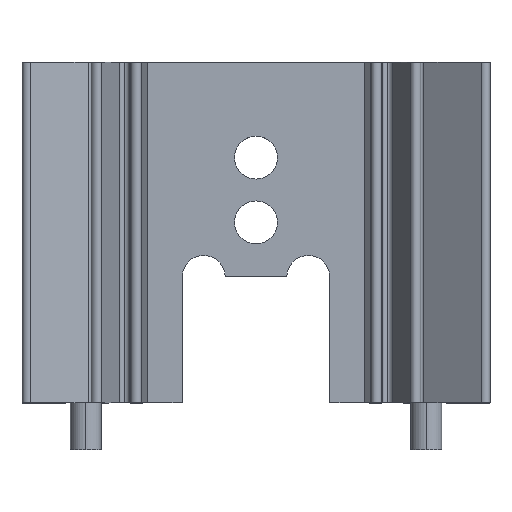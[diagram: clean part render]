
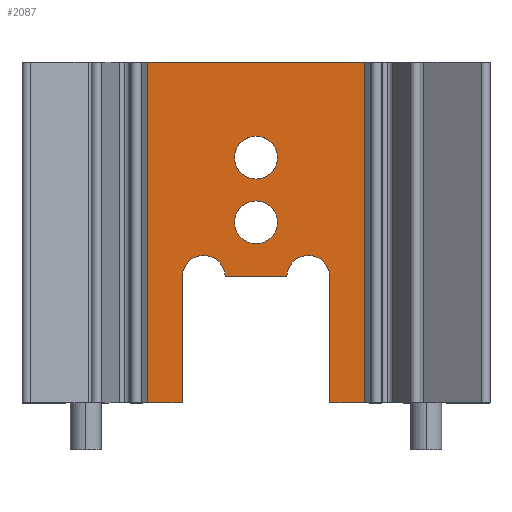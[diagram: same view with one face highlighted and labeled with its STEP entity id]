
A CAD part, top view. The second image highlights one B-rep face of the part: STEP entity #2087.
In plain terms, the highlighted planar face has unit normal (0, 0, 1).
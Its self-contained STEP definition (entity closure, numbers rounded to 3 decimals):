
#46 = CARTESIAN_POINT ( 'NONE',  ( -3.9, 9.4, 0.785 ) ) ;
#83 = VERTEX_POINT ( 'NONE', #2937 ) ;
#181 = ORIENTED_EDGE ( 'NONE', *, *, #2611, .T. ) ;
#245 = AXIS2_PLACEMENT_3D ( 'NONE', #410, #1524, #3434 ) ;
#257 = ORIENTED_EDGE ( 'NONE', *, *, #1130, .T. ) ;
#259 = EDGE_CURVE ( 'NONE', #2784, #3523, #1471, .T. ) ;
#261 = DIRECTION ( 'NONE',  ( 0., -1., 0. ) ) ;
#273 = ORIENTED_EDGE ( 'NONE', *, *, #549, .T. ) ;
#286 = EDGE_CURVE ( 'NONE', #1692, #2528, #1392, .T. ) ;
#325 = AXIS2_PLACEMENT_3D ( 'NONE', #2204, #565, #2486 ) ;
#409 = VECTOR ( 'NONE', #3005, 1000. ) ;
#410 = CARTESIAN_POINT ( 'NONE',  ( 0., 25.4, 0.785 ) ) ;
#442 = EDGE_CURVE ( 'NONE', #2784, #1013, #2864, .T. ) ;
#451 = CARTESIAN_POINT ( 'NONE',  ( 0., 18.29, 0.785 ) ) ;
#508 = CARTESIAN_POINT ( 'NONE',  ( 0., 25.4, 0.785 ) ) ;
#514 = CARTESIAN_POINT ( 'NONE',  ( -2.3, 9.4, 0.785 ) ) ;
#530 = VECTOR ( 'NONE', #261, 1000. ) ;
#549 = EDGE_CURVE ( 'NONE', #83, #1692, #1342, .T. ) ;
#565 = DIRECTION ( 'NONE',  ( 0., 0., -1. ) ) ;
#576 = EDGE_LOOP ( 'NONE', ( #257, #273, #1766, #1817, #3447, #1662, #3202, #1961, #1661, #2931 ) ) ;
#604 = ORIENTED_EDGE ( 'NONE', *, *, #717, .T. ) ;
#645 = CARTESIAN_POINT ( 'NONE',  ( -5.5, 25.4, 0.785 ) ) ;
#717 = EDGE_CURVE ( 'NONE', #935, #1842, #3584, .T. ) ;
#739 = DIRECTION ( 'NONE',  ( -1., 0., 0. ) ) ;
#762 = LINE ( 'NONE', #3570, #2714 ) ;
#854 = DIRECTION ( 'NONE',  ( 0., 0., -1. ) ) ;
#857 = DIRECTION ( 'NONE',  ( 0., 0., -1. ) ) ;
#896 = DIRECTION ( 'NONE',  ( -1., 0., 0. ) ) ;
#899 = EDGE_CURVE ( 'NONE', #3523, #3038, #1996, .T. ) ;
#917 = AXIS2_PLACEMENT_3D ( 'NONE', #451, #2375, #739 ) ;
#935 = VERTEX_POINT ( 'NONE', #3282 ) ;
#937 = VERTEX_POINT ( 'NONE', #1119 ) ;
#947 = EDGE_CURVE ( 'NONE', #2720, #1187, #3099, .T. ) ;
#1013 = VERTEX_POINT ( 'NONE', #1964 ) ;
#1016 = VERTEX_POINT ( 'NONE', #3332 ) ;
#1072 = CARTESIAN_POINT ( 'NONE',  ( 0., 0., 0.785 ) ) ;
#1119 = CARTESIAN_POINT ( 'NONE',  ( 5.5, 0., 0.785 ) ) ;
#1130 = EDGE_CURVE ( 'NONE', #1013, #83, #2581, .T. ) ;
#1172 = CIRCLE ( 'NONE', #325, 1.6 ) ;
#1187 = VERTEX_POINT ( 'NONE', #2722 ) ;
#1203 = LINE ( 'NONE', #1072, #1764 ) ;
#1204 = CARTESIAN_POINT ( 'NONE',  ( 8.1, 25.4, 0.785 ) ) ;
#1213 = VECTOR ( 'NONE', #3530, 1000. ) ;
#1250 = PLANE ( 'NONE',  #245 ) ;
#1342 = LINE ( 'NONE', #645, #1809 ) ;
#1368 = CARTESIAN_POINT ( 'NONE',  ( 0., 13.46, 0.785 ) ) ;
#1392 = CIRCLE ( 'NONE', #2518, 1.6 ) ;
#1398 = CARTESIAN_POINT ( 'NONE',  ( 3.9, 9.4, 0.785 ) ) ;
#1471 = LINE ( 'NONE', #508, #3586 ) ;
#1503 = VECTOR ( 'NONE', #3272, 1000. ) ;
#1519 = EDGE_CURVE ( 'NONE', #1842, #935, #1998, .T. ) ;
#1524 = DIRECTION ( 'NONE',  ( 0., 0., -1. ) ) ;
#1542 = CARTESIAN_POINT ( 'NONE',  ( 2.3, 9.4, 0.785 ) ) ;
#1569 = CARTESIAN_POINT ( 'NONE',  ( -8.1, 25.4, 0.785 ) ) ;
#1602 = CARTESIAN_POINT ( 'NONE',  ( 1.6, 13.46, 0.785 ) ) ;
#1614 = CARTESIAN_POINT ( 'NONE',  ( 0., 0., 0.785 ) ) ;
#1634 = FACE_OUTER_BOUND ( 'NONE', #576, .T. ) ;
#1648 = DIRECTION ( 'NONE',  ( -1., 0., 0. ) ) ;
#1661 = ORIENTED_EDGE ( 'NONE', *, *, #259, .F. ) ;
#1662 = ORIENTED_EDGE ( 'NONE', *, *, #2573, .T. ) ;
#1681 = DIRECTION ( 'NONE',  ( -1., 0., 0. ) ) ;
#1683 = CARTESIAN_POINT ( 'NONE',  ( 8.1, 0., 0.785 ) ) ;
#1692 = VERTEX_POINT ( 'NONE', #3377 ) ;
#1764 = VECTOR ( 'NONE', #2161, 1000. ) ;
#1766 = ORIENTED_EDGE ( 'NONE', *, *, #286, .T. ) ;
#1793 = EDGE_LOOP ( 'NONE', ( #604, #3324 ) ) ;
#1809 = VECTOR ( 'NONE', #3383, 1000. ) ;
#1817 = ORIENTED_EDGE ( 'NONE', *, *, #2325, .T. ) ;
#1842 = VERTEX_POINT ( 'NONE', #2345 ) ;
#1921 = DIRECTION ( 'NONE',  ( 1., 0., 0. ) ) ;
#1923 = CARTESIAN_POINT ( 'NONE',  ( 5.5, 25.4, 0.785 ) ) ;
#1931 = AXIS2_PLACEMENT_3D ( 'NONE', #2499, #857, #2768 ) ;
#1961 = ORIENTED_EDGE ( 'NONE', *, *, #899, .F. ) ;
#1964 = CARTESIAN_POINT ( 'NONE',  ( -8.1, 0., 0.785 ) ) ;
#1996 = LINE ( 'NONE', #2186, #530 ) ;
#1998 = CIRCLE ( 'NONE', #1931, 1.6 ) ;
#2034 = EDGE_LOOP ( 'NONE', ( #181, #3339 ) ) ;
#2075 = AXIS2_PLACEMENT_3D ( 'NONE', #1368, #3274, #1648 ) ;
#2087 = ADVANCED_FACE ( 'NONE', ( #2888, #2184, #1634 ), #1250, .F. ) ;
#2161 = DIRECTION ( 'NONE',  ( 1., 0., 0. ) ) ;
#2184 = FACE_BOUND ( 'NONE', #1793, .T. ) ;
#2186 = CARTESIAN_POINT ( 'NONE',  ( 8.1, 25.4, 0.785 ) ) ;
#2204 = CARTESIAN_POINT ( 'NONE',  ( 0., 13.46, 0.785 ) ) ;
#2315 = EDGE_CURVE ( 'NONE', #1016, #3176, #2932, .T. ) ;
#2325 = EDGE_CURVE ( 'NONE', #2528, #2720, #762, .T. ) ;
#2345 = CARTESIAN_POINT ( 'NONE',  ( -1.6, 18.29, 0.785 ) ) ;
#2375 = DIRECTION ( 'NONE',  ( 0., 0., -1. ) ) ;
#2400 = CARTESIAN_POINT ( 'NONE',  ( -8.1, 25.4, 0.785 ) ) ;
#2430 = DIRECTION ( 'NONE',  ( 1., 0., 0. ) ) ;
#2486 = DIRECTION ( 'NONE',  ( -1., 0., 0. ) ) ;
#2499 = CARTESIAN_POINT ( 'NONE',  ( 0., 18.29, 0.785 ) ) ;
#2518 = AXIS2_PLACEMENT_3D ( 'NONE', #46, #854, #896 ) ;
#2528 = VERTEX_POINT ( 'NONE', #514 ) ;
#2573 = EDGE_CURVE ( 'NONE', #1187, #937, #3345, .T. ) ;
#2581 = LINE ( 'NONE', #1614, #1213 ) ;
#2611 = EDGE_CURVE ( 'NONE', #3176, #1016, #1172, .T. ) ;
#2714 = VECTOR ( 'NONE', #1921, 1000. ) ;
#2720 = VERTEX_POINT ( 'NONE', #1542 ) ;
#2722 = CARTESIAN_POINT ( 'NONE',  ( 5.5, 9.4, 0.785 ) ) ;
#2768 = DIRECTION ( 'NONE',  ( -1., 0., 0. ) ) ;
#2784 = VERTEX_POINT ( 'NONE', #1569 ) ;
#2849 = AXIS2_PLACEMENT_3D ( 'NONE', #1398, #3307, #1681 ) ;
#2856 = EDGE_CURVE ( 'NONE', #937, #3038, #1203, .T. ) ;
#2864 = LINE ( 'NONE', #2400, #1503 ) ;
#2888 = FACE_BOUND ( 'NONE', #2034, .T. ) ;
#2931 = ORIENTED_EDGE ( 'NONE', *, *, #442, .T. ) ;
#2932 = CIRCLE ( 'NONE', #2075, 1.6 ) ;
#2937 = CARTESIAN_POINT ( 'NONE',  ( -5.5, 0., 0.785 ) ) ;
#3005 = DIRECTION ( 'NONE',  ( 0., -1., 0. ) ) ;
#3038 = VERTEX_POINT ( 'NONE', #1683 ) ;
#3099 = CIRCLE ( 'NONE', #2849, 1.6 ) ;
#3176 = VERTEX_POINT ( 'NONE', #1602 ) ;
#3202 = ORIENTED_EDGE ( 'NONE', *, *, #2856, .T. ) ;
#3272 = DIRECTION ( 'NONE',  ( 0., -1., 0. ) ) ;
#3274 = DIRECTION ( 'NONE',  ( 0., 0., -1. ) ) ;
#3282 = CARTESIAN_POINT ( 'NONE',  ( 1.6, 18.29, 0.785 ) ) ;
#3307 = DIRECTION ( 'NONE',  ( 0., 0., -1. ) ) ;
#3324 = ORIENTED_EDGE ( 'NONE', *, *, #1519, .T. ) ;
#3332 = CARTESIAN_POINT ( 'NONE',  ( -1.6, 13.46, 0.785 ) ) ;
#3339 = ORIENTED_EDGE ( 'NONE', *, *, #2315, .T. ) ;
#3345 = LINE ( 'NONE', #1923, #409 ) ;
#3377 = CARTESIAN_POINT ( 'NONE',  ( -5.5, 9.4, 0.785 ) ) ;
#3383 = DIRECTION ( 'NONE',  ( 0., 1., 0. ) ) ;
#3434 = DIRECTION ( 'NONE',  ( -1., 0., 0. ) ) ;
#3447 = ORIENTED_EDGE ( 'NONE', *, *, #947, .T. ) ;
#3523 = VERTEX_POINT ( 'NONE', #1204 ) ;
#3530 = DIRECTION ( 'NONE',  ( 1., 0., 0. ) ) ;
#3570 = CARTESIAN_POINT ( 'NONE',  ( 0., 9.4, 0.785 ) ) ;
#3584 = CIRCLE ( 'NONE', #917, 1.6 ) ;
#3586 = VECTOR ( 'NONE', #2430, 1000. ) ;
